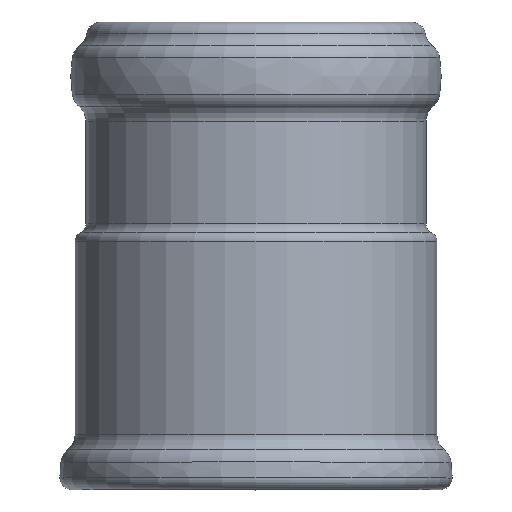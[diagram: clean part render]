
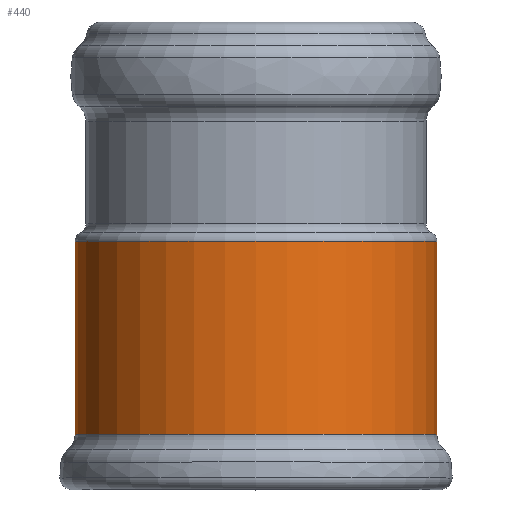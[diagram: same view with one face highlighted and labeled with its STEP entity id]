
A CAD part, top view. The second image highlights one B-rep face of the part: STEP entity #440.
In plain terms, the highlighted cylindrical face has radius 46.3 mm (diameter 92.6 mm), a full revolution.
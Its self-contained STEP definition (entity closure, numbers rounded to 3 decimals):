
#32=CYLINDRICAL_SURFACE('',#512,46.3);
#63=FACE_BOUND('',#167,.T.);
#99=FACE_OUTER_BOUND('',#166,.T.);
#166=EDGE_LOOP('',(#370));
#167=EDGE_LOOP('',(#371));
#210=CIRCLE('',#511,46.3);
#211=CIRCLE('',#513,46.3);
#251=VERTEX_POINT('',#805);
#252=VERTEX_POINT('',#808);
#293=EDGE_CURVE('',#251,#251,#210,.T.);
#294=EDGE_CURVE('',#252,#252,#211,.T.);
#370=ORIENTED_EDGE('',*,*,#294,.F.);
#371=ORIENTED_EDGE('',*,*,#293,.T.);
#440=ADVANCED_FACE('',(#99,#63),#32,.T.);
#511=AXIS2_PLACEMENT_3D('',#806,#652,#653);
#512=AXIS2_PLACEMENT_3D('',#807,#654,#655);
#513=AXIS2_PLACEMENT_3D('',#809,#656,#657);
#652=DIRECTION('center_axis',(0.,-1.,0.));
#653=DIRECTION('ref_axis',(1.,0.,0.));
#654=DIRECTION('center_axis',(0.,-1.,0.));
#655=DIRECTION('ref_axis',(1.,0.,0.));
#656=DIRECTION('center_axis',(0.,-1.,0.));
#657=DIRECTION('ref_axis',(1.,0.,0.));
#805=CARTESIAN_POINT('',(46.3,63.5,0.));
#806=CARTESIAN_POINT('Origin',(0.,63.5,0.));
#807=CARTESIAN_POINT('Origin',(0.,38.795,0.));
#808=CARTESIAN_POINT('',(46.3,14.09,0.));
#809=CARTESIAN_POINT('Origin',(0.,14.09,0.));
